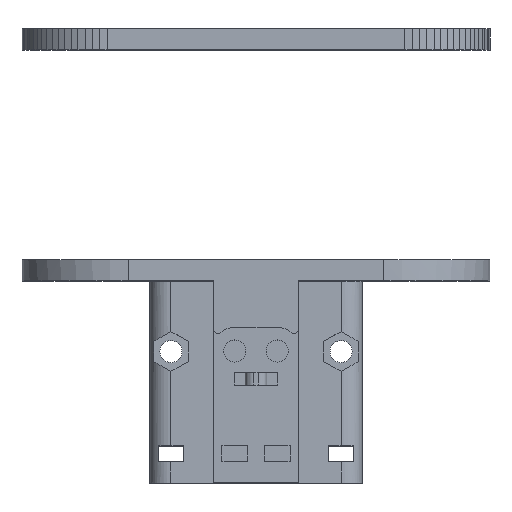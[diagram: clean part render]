
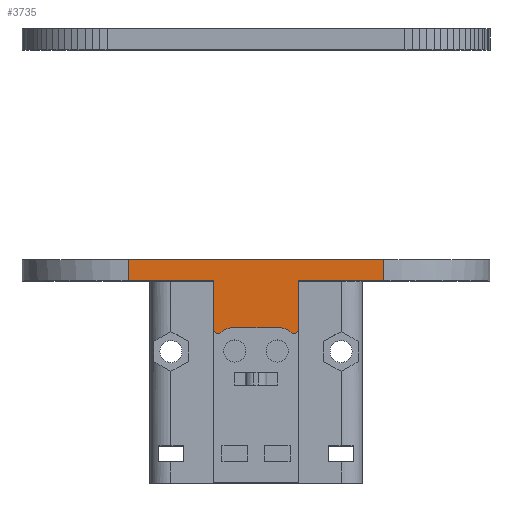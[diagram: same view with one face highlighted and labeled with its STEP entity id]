
A CAD part, top view. The second image highlights one B-rep face of the part: STEP entity #3735.
In plain terms, the highlighted planar face has unit normal (0, 0, 1).
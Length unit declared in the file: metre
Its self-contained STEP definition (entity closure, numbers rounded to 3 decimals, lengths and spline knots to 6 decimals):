
#3735 = ADVANCED_FACE( '', ( #8067 ), #8068, .F. );
#8067 = FACE_OUTER_BOUND( '', #12961, .T. );
#8068 = PLANE( '', #12962 );
#12961 = EDGE_LOOP( '', ( #24034, #24035, #24036, #24037, #24038, #24039, #24040, #24041, #24042, #24043, #24044, #24045 ) );
#12962 = AXIS2_PLACEMENT_3D( '', #24046, #24047, #24048 );
#24034 = ORIENTED_EDGE( '', *, *, #31632, .F. );
#24035 = ORIENTED_EDGE( '', *, *, #32759, .F. );
#24036 = ORIENTED_EDGE( '', *, *, #29385, .T. );
#24037 = ORIENTED_EDGE( '', *, *, #32474, .F. );
#24038 = ORIENTED_EDGE( '', *, *, #32052, .T. );
#24039 = ORIENTED_EDGE( '', *, *, #30388, .T. );
#24040 = ORIENTED_EDGE( '', *, *, #32356, .T. );
#24041 = ORIENTED_EDGE( '', *, *, #30711, .T. );
#24042 = ORIENTED_EDGE( '', *, *, #32760, .F. );
#24043 = ORIENTED_EDGE( '', *, *, #30493, .F. );
#24044 = ORIENTED_EDGE( '', *, *, #31925, .F. );
#24045 = ORIENTED_EDGE( '', *, *, #28609, .F. );
#24046 = CARTESIAN_POINT( '', ( 0.086476, 0.004401, 0.50402 ) );
#24047 = DIRECTION( '', ( 0., 0., -1. ) );
#24048 = DIRECTION( '', ( 0., -1., 0. ) );
#28609 = EDGE_CURVE( '', #34061, #34062, #34063, .T. );
#29385 = EDGE_CURVE( '', #35466, #35464, #35467, .T. );
#30388 = EDGE_CURVE( '', #36979, #36977, #36980, .T. );
#30493 = EDGE_CURVE( '', #37125, #37126, #37127, .T. );
#30711 = EDGE_CURVE( '', #37441, #37439, #37442, .T. );
#31632 = EDGE_CURVE( '', #38691, #34061, #38692, .T. );
#31925 = EDGE_CURVE( '', #34062, #37125, #39056, .T. );
#32052 = EDGE_CURVE( '', #39211, #36979, #39212, .T. );
#32356 = EDGE_CURVE( '', #36977, #37441, #39587, .T. );
#32474 = EDGE_CURVE( '', #39211, #35464, #39728, .T. );
#32759 = EDGE_CURVE( '', #35466, #38691, #40075, .T. );
#32760 = EDGE_CURVE( '', #37126, #37439, #40076, .T. );
#34061 = VERTEX_POINT( '', #41608 );
#34062 = VERTEX_POINT( '', #41609 );
#34063 = CIRCLE( '', #41610, 0.0048 );
#35464 = VERTEX_POINT( '', #43681 );
#35466 = VERTEX_POINT( '', #43683 );
#35467 = LINE( '', #43684, #43685 );
#36977 = VERTEX_POINT( '', #45916 );
#36979 = VERTEX_POINT( '', #45918 );
#36980 = LINE( '', #45919, #45920 );
#37125 = VERTEX_POINT( '', #46141 );
#37126 = VERTEX_POINT( '', #46142 );
#37127 = CIRCLE( '', #46143, 0.0048 );
#37439 = VERTEX_POINT( '', #46613 );
#37441 = VERTEX_POINT( '', #46616 );
#37442 = LINE( '', #46617, #46618 );
#38691 = VERTEX_POINT( '', #48509 );
#38692 = CIRCLE( '', #48510, 0.00105 );
#39056 = LINE( '', #49060, #49061 );
#39211 = VERTEX_POINT( '', #49296 );
#39212 = LINE( '', #49297, #49298 );
#39587 = LINE( '', #49873, #49874 );
#39728 = LINE( '', #50089, #50090 );
#40075 = LINE( '', #50663, #50664 );
#40076 = CIRCLE( '', #50665, 0.00105 );
#41608 = CARTESIAN_POINT( '', ( 0.124753, -0.012715, 0.50402 ) );
#41609 = CARTESIAN_POINT( '', ( 0.121676, -0.011599, 0.50402 ) );
#41610 = AXIS2_PLACEMENT_3D( '', #52060, #52061, #52062 );
#43681 = CARTESIAN_POINT( '', ( 0.146476, -0.000599, 0.50402 ) );
#43683 = CARTESIAN_POINT( '', ( 0.126476, -0.000599, 0.50402 ) );
#43684 = CARTESIAN_POINT( '', ( 0.146476, -0.000599, 0.50402 ) );
#43685 = VECTOR( '', #52817, 1. );
#45916 = CARTESIAN_POINT( '', ( 0.086476, -0.000599, 0.50402 ) );
#45918 = CARTESIAN_POINT( '', ( 0.086476, 0.004401, 0.50402 ) );
#45919 = CARTESIAN_POINT( '', ( 0.086476, 0.004401, 0.50402 ) );
#45920 = VECTOR( '', #53608, 1. );
#46141 = CARTESIAN_POINT( '', ( 0.111276, -0.011599, 0.50402 ) );
#46142 = CARTESIAN_POINT( '', ( 0.108199, -0.012715, 0.50402 ) );
#46143 = AXIS2_PLACEMENT_3D( '', #53688, #53689, #53690 );
#46613 = CARTESIAN_POINT( '', ( 0.106476, -0.011909, 0.50402 ) );
#46616 = CARTESIAN_POINT( '', ( 0.106476, -0.000599, 0.50402 ) );
#46617 = CARTESIAN_POINT( '', ( 0.106476, 0.004401, 0.50402 ) );
#46618 = VECTOR( '', #53871, 1. );
#48509 = CARTESIAN_POINT( '', ( 0.126476, -0.011909, 0.50402 ) );
#48510 = AXIS2_PLACEMENT_3D( '', #54574, #54575, #54576 );
#49060 = CARTESIAN_POINT( '', ( 0.104076, -0.011599, 0.50402 ) );
#49061 = VECTOR( '', #54796, 1. );
#49296 = CARTESIAN_POINT( '', ( 0.146476, 0.004401, 0.50402 ) );
#49297 = CARTESIAN_POINT( '', ( 0.146476, 0.004401, 0.50402 ) );
#49298 = VECTOR( '', #54877, 1. );
#49873 = CARTESIAN_POINT( '', ( 0.146476, -0.000599, 0.50402 ) );
#49874 = VECTOR( '', #55108, 1. );
#50089 = CARTESIAN_POINT( '', ( 0.146476, 0.004401, 0.50402 ) );
#50090 = VECTOR( '', #55201, 1. );
#50663 = CARTESIAN_POINT( '', ( 0.126476, 0.004401, 0.50402 ) );
#50664 = VECTOR( '', #55437, 1. );
#50665 = AXIS2_PLACEMENT_3D( '', #55438, #55439, #55440 );
#52060 = CARTESIAN_POINT( '', ( 0.121676, -0.016399, 0.50402 ) );
#52061 = DIRECTION( '', ( 0., 0., 1. ) );
#52062 = DIRECTION( '', ( 0., 1., 0. ) );
#52817 = DIRECTION( '', ( 1., 0., 0. ) );
#53608 = DIRECTION( '', ( 0., -1., 0. ) );
#53688 = CARTESIAN_POINT( '', ( 0.111276, -0.016399, 0.50402 ) );
#53689 = DIRECTION( '', ( 0., 0., 1. ) );
#53690 = DIRECTION( '', ( -0.641, 0.768, 0. ) );
#53871 = DIRECTION( '', ( 0., -1., 0. ) );
#54574 = CARTESIAN_POINT( '', ( 0.125426, -0.011909, 0.50402 ) );
#54575 = DIRECTION( '', ( 0., 0., -1. ) );
#54576 = DIRECTION( '', ( 1., 0., 0. ) );
#54796 = DIRECTION( '', ( -1., 0., 0. ) );
#54877 = DIRECTION( '', ( -1., 0., 0. ) );
#55108 = DIRECTION( '', ( 1., 0., 0. ) );
#55201 = DIRECTION( '', ( 0., -1., 0. ) );
#55437 = DIRECTION( '', ( 0., -1., 0. ) );
#55438 = CARTESIAN_POINT( '', ( 0.107526, -0.011909, 0.50402 ) );
#55439 = DIRECTION( '', ( 0., 0., -1. ) );
#55440 = DIRECTION( '', ( 0.641, -0.768, 0. ) );
